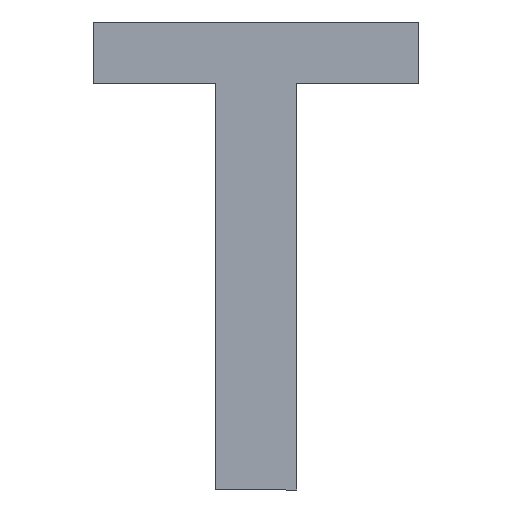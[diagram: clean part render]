
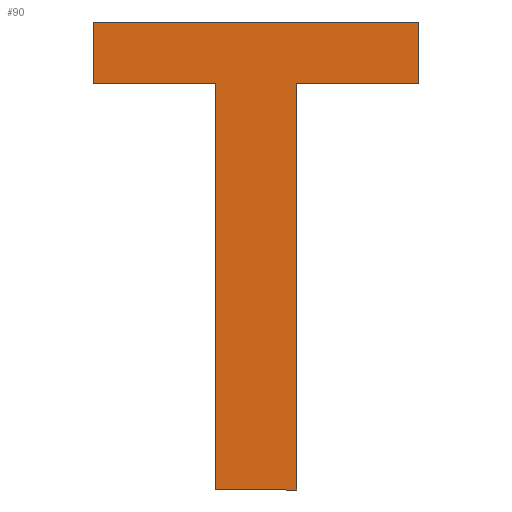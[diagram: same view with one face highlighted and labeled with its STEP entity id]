
A CAD part, front view. The second image highlights one B-rep face of the part: STEP entity #90.
In plain terms, the highlighted planar face has unit normal (0, -1, 0).
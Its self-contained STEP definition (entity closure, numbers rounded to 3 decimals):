
#2 = LINE ( 'NONE', #208, #14 ) ;
#3 = VECTOR ( 'NONE', #60, 1000. ) ;
#4 = LINE ( 'NONE', #5, #175 ) ;
#5 = CARTESIAN_POINT ( 'NONE',  ( -80., -8., 0. ) ) ;
#7 = DIRECTION ( 'NONE',  ( 1., 0., 0. ) ) ;
#11 = ORIENTED_EDGE ( 'NONE', *, *, #162, .T. ) ;
#13 = DIRECTION ( 'NONE',  ( 1., 0., 0. ) ) ;
#14 = VECTOR ( 'NONE', #147, 1000. ) ;
#16 = EDGE_CURVE ( 'NONE', #137, #288, #33, .T. ) ;
#31 = CARTESIAN_POINT ( 'NONE',  ( 0., -8., 0. ) ) ;
#33 = LINE ( 'NONE', #295, #3 ) ;
#37 = CARTESIAN_POINT ( 'NONE',  ( 80., -8., 230. ) ) ;
#39 = EDGE_CURVE ( 'NONE', #48, #117, #2, .T. ) ;
#40 = CARTESIAN_POINT ( 'NONE',  ( 0., -8., 200. ) ) ;
#48 = VERTEX_POINT ( 'NONE', #145 ) ;
#56 = DIRECTION ( 'NONE',  ( 0., 0., 1. ) ) ;
#60 = DIRECTION ( 'NONE',  ( -1., 0., 0. ) ) ;
#70 = CARTESIAN_POINT ( 'NONE',  ( -20., -8., 0. ) ) ;
#71 = ORIENTED_EDGE ( 'NONE', *, *, #105, .F. ) ;
#78 = ORIENTED_EDGE ( 'NONE', *, *, #230, .T. ) ;
#80 = VERTEX_POINT ( 'NONE', #323 ) ;
#90 = ADVANCED_FACE ( 'NONE', ( #266 ), #178, .F. ) ;
#92 = DIRECTION ( 'NONE',  ( 0., 0., 1. ) ) ;
#102 = VECTOR ( 'NONE', #343, 1000. ) ;
#105 = EDGE_CURVE ( 'NONE', #286, #48, #121, .T. ) ;
#117 = VERTEX_POINT ( 'NONE', #294 ) ;
#118 = DIRECTION ( 'NONE',  ( 0., 1., 0. ) ) ;
#119 = EDGE_CURVE ( 'NONE', #117, #288, #4, .T. ) ;
#121 = LINE ( 'NONE', #233, #102 ) ;
#122 = DIRECTION ( 'NONE',  ( 0., 0., 1. ) ) ;
#134 = ORIENTED_EDGE ( 'NONE', *, *, #261, .T. ) ;
#137 = VERTEX_POINT ( 'NONE', #37 ) ;
#145 = CARTESIAN_POINT ( 'NONE',  ( -20., -8., 200. ) ) ;
#147 = DIRECTION ( 'NONE',  ( -1., 0., 0. ) ) ;
#157 = CARTESIAN_POINT ( 'NONE',  ( 80., -8., 0. ) ) ;
#162 = EDGE_CURVE ( 'NONE', #361, #80, #202, .T. ) ;
#168 = VERTEX_POINT ( 'NONE', #333 ) ;
#172 = ORIENTED_EDGE ( 'NONE', *, *, #39, .F. ) ;
#174 = VECTOR ( 'NONE', #186, 1000. ) ;
#175 = VECTOR ( 'NONE', #92, 1000. ) ;
#178 = PLANE ( 'NONE',  #267 ) ;
#186 = DIRECTION ( 'NONE',  ( 0., 0., 1. ) ) ;
#187 = EDGE_LOOP ( 'NONE', ( #172, #71, #282, #11, #78, #134, #284, #337 ) ) ;
#202 = LINE ( 'NONE', #317, #326 ) ;
#204 = VECTOR ( 'NONE', #7, 1000. ) ;
#208 = CARTESIAN_POINT ( 'NONE',  ( 0., -8., 200. ) ) ;
#230 = EDGE_CURVE ( 'NONE', #80, #168, #275, .T. ) ;
#233 = CARTESIAN_POINT ( 'NONE',  ( -20., -8., 0. ) ) ;
#235 = VECTOR ( 'NONE', #13, 1000. ) ;
#250 = LINE ( 'NONE', #300, #235 ) ;
#261 = EDGE_CURVE ( 'NONE', #168, #137, #305, .T. ) ;
#266 = FACE_OUTER_BOUND ( 'NONE', #187, .T. ) ;
#267 = AXIS2_PLACEMENT_3D ( 'NONE', #31, #118, #122 ) ;
#275 = LINE ( 'NONE', #40, #204 ) ;
#282 = ORIENTED_EDGE ( 'NONE', *, *, #283, .T. ) ;
#283 = EDGE_CURVE ( 'NONE', #286, #361, #250, .T. ) ;
#284 = ORIENTED_EDGE ( 'NONE', *, *, #16, .T. ) ;
#286 = VERTEX_POINT ( 'NONE', #70 ) ;
#288 = VERTEX_POINT ( 'NONE', #350 ) ;
#294 = CARTESIAN_POINT ( 'NONE',  ( -80., -8., 200. ) ) ;
#295 = CARTESIAN_POINT ( 'NONE',  ( 0., -8., 230. ) ) ;
#300 = CARTESIAN_POINT ( 'NONE',  ( 0., -8., 0. ) ) ;
#305 = LINE ( 'NONE', #157, #174 ) ;
#309 = CARTESIAN_POINT ( 'NONE',  ( 20., -8., 0. ) ) ;
#317 = CARTESIAN_POINT ( 'NONE',  ( 20., -8., 0. ) ) ;
#323 = CARTESIAN_POINT ( 'NONE',  ( 20., -8., 200. ) ) ;
#326 = VECTOR ( 'NONE', #56, 1000. ) ;
#333 = CARTESIAN_POINT ( 'NONE',  ( 80., -8., 200. ) ) ;
#337 = ORIENTED_EDGE ( 'NONE', *, *, #119, .F. ) ;
#343 = DIRECTION ( 'NONE',  ( 0., 0., 1. ) ) ;
#350 = CARTESIAN_POINT ( 'NONE',  ( -80., -8., 230. ) ) ;
#361 = VERTEX_POINT ( 'NONE', #309 ) ;
